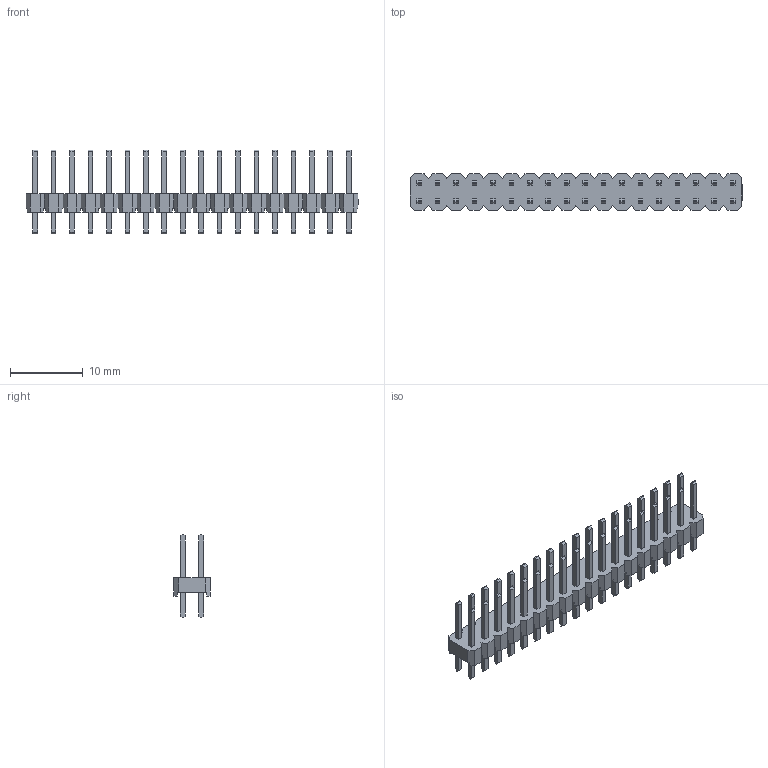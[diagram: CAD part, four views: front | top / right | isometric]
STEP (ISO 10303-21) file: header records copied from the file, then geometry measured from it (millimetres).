
FILE_DESCRIPTION(/* description */ ('Designed by EasyEDA Pro'),/* implementation_level */ '2;1');
FILE_NAME(/* name */ 'PZ_2.54_2X18P_LH.step',/* time_stamp */ '2025-03-27T14:37:24+08:00',/* author */ (''),/* organization */ (''),/* preprocessor_version */ 'ST-DEVELOPER v20.1',/* originating_system */ 'Autodesk Translation Framework v14.4.0.0',/* authorisation */ '');
FILE_SCHEMA (('AUTOMOTIVE_DESIGN { 1 0 10303 214 3 1 1 }'));
Length unit declared in the file: millimetre
Products named in the file (3): r5KV-PCBModel; r5KV-Board; r5KV-H1-HDR-TH_36P-2.54-V-M-R2-C18-S2.54
Assembly tree (2 placements, depth 2):
  r5KV-PCBModel
    r5KV-Board
    r5KV-H1-HDR-TH_36P-2.54-V-M-R2-C18-S2.54
Bounding box: 45.73 x 5 x 11.54 mm (x, y, z)
Volume: 588.6 mm3; surface area: 1617.2 mm2
Topology: 1 solids, 1 shells, 972 faces, 2616 edges, 1744 vertices
Faces by surface type: plane 858, bspline 114
Entity records: 31847 total; most frequent: CARTESIAN_POINT 7429, ORIENTED_EDGE 5232, DIRECTION 4286, EDGE_CURVE 2616, LINE 2388, VECTOR 2388, VERTEX_POINT 1744, EDGE_LOOP 1070
